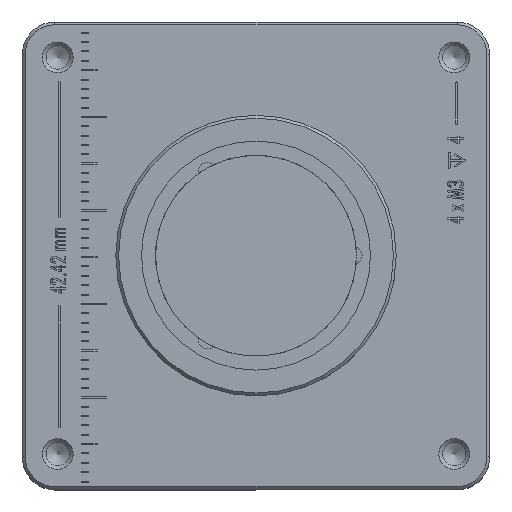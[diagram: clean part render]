
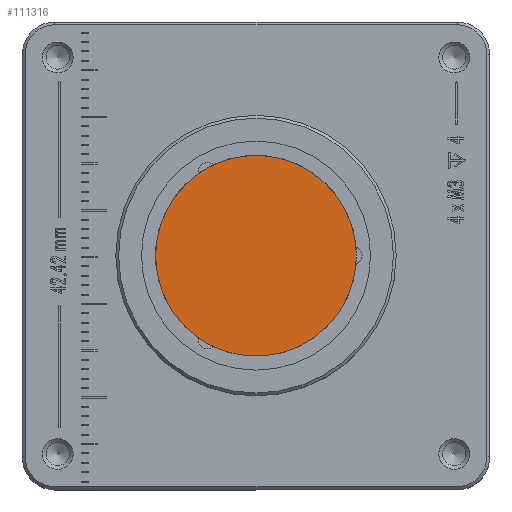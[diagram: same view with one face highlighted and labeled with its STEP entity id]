
A CAD part, top view. The second image highlights one B-rep face of the part: STEP entity #111316.
In plain terms, the highlighted planar face has unit normal (0, 0, 1).
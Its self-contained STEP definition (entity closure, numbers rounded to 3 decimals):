
#13921 = DIRECTION ( 'NONE',  ( 0., 0., 1. ) ) ;
#17451 = EDGE_LOOP ( 'NONE', ( #62540 ) ) ;
#19238 = PLANE ( 'NONE',  #74919 ) ;
#29798 = CARTESIAN_POINT ( 'NONE',  ( 0., 0., 1. ) ) ;
#37572 = CARTESIAN_POINT ( 'NONE',  ( 11.8, 0., 1. ) ) ;
#62540 = ORIENTED_EDGE ( 'NONE', *, *, #153428, .T. ) ;
#74919 = AXIS2_PLACEMENT_3D ( 'NONE', #29798, #79262, #128629 ) ;
#79262 = DIRECTION ( 'NONE',  ( 0., 0., 1. ) ) ;
#85341 = VERTEX_POINT ( 'NONE', #37572 ) ;
#96277 = AXIS2_PLACEMENT_3D ( 'NONE', #113650, #13921, #99915 ) ;
#99915 = DIRECTION ( 'NONE',  ( 1., 0., 0. ) ) ;
#106674 = CIRCLE ( 'NONE', #96277, 11.8 ) ;
#111316 = ADVANCED_FACE ( 'NONE', ( #119709 ), #19238, .T. ) ;
#113650 = CARTESIAN_POINT ( 'NONE',  ( 0., 0., 1. ) ) ;
#119709 = FACE_OUTER_BOUND ( 'NONE', #17451, .T. ) ;
#128629 = DIRECTION ( 'NONE',  ( 1., 0., 0. ) ) ;
#153428 = EDGE_CURVE ( 'NONE', #85341, #85341, #106674, .T. ) ;
